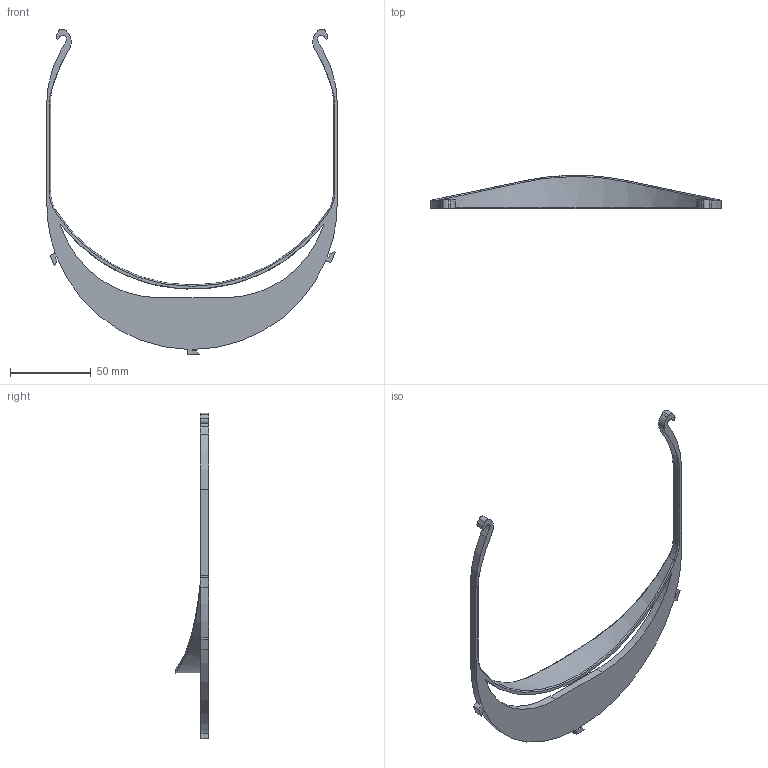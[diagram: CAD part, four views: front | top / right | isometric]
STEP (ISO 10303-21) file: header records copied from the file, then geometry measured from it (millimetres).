
FILE_DESCRIPTION( ( '' ), ' ' );
FILE_NAME( '5e79208e1f7457109b4f59e0.step', '2020-03-23T20:48:14', ( '' ), ( '' ), ' ', ' ', ' ' );
FILE_SCHEMA( ( 'AUTOMOTIVE_DESIGN { 1 0 10303 214 1 1 1 1 }' ) );
Length unit declared in the file: metre
Products named in the file (1): Visor
Bounding box: 180 x 20.5 x 201.65 mm (x, y, z)
Volume: 32603.1 mm3; surface area: 21992.9 mm2
Topology: 1 solids, 1 shells, 80 faces, 227 edges, 148 vertices
Faces by surface type: cylinder 37, plane 35, torus 5, bspline 3
Entity records: 3894 total; most frequent: CARTESIAN_POINT 1096, DIRECTION 465, ORIENTED_EDGE 454, EDGE_CURVE 227, AXIS2_PLACEMENT_3D 167, VERTEX_POINT 148, LINE 131, VECTOR 131
